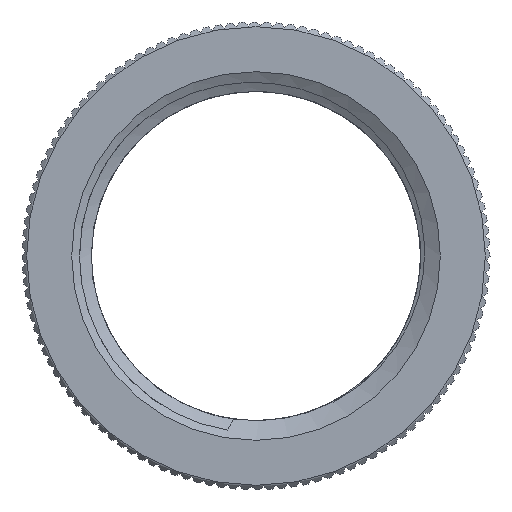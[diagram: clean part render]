
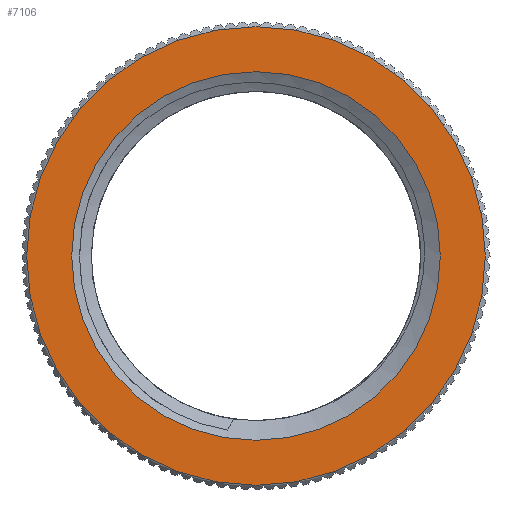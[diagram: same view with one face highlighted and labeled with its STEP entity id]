
A CAD part, left-side view. The second image highlights one B-rep face of the part: STEP entity #7106.
In plain terms, the highlighted planar face has unit normal (-1, 0, 0).
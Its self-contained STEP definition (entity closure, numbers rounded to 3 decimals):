
#872=FACE_BOUND('',#1642,.T.);
#1256=FACE_OUTER_BOUND('',#1641,.T.);
#1641=EDGE_LOOP('',(#6119));
#1642=EDGE_LOOP('',(#6120));
#1652=CIRCLE('',#7125,11.846);
#2382=CIRCLE('',#8224,14.74);
#2408=VERTEX_POINT('',#10891);
#3140=VERTEX_POINT('',#14945);
#3152=EDGE_CURVE('',#2408,#2408,#1652,.T.);
#4254=EDGE_CURVE('',#3140,#3140,#2382,.T.);
#6119=ORIENTED_EDGE('',*,*,#4254,.F.);
#6120=ORIENTED_EDGE('',*,*,#3152,.T.);
#6729=PLANE('',#8229);
#7106=ADVANCED_FACE('',(#1256,#872),#6729,.T.);
#7125=AXIS2_PLACEMENT_3D('',#10892,#8250,#8251);
#8224=AXIS2_PLACEMENT_3D('',#14946,#10808,#10809);
#8229=AXIS2_PLACEMENT_3D('',#14953,#10818,#10819);
#8250=DIRECTION('center_axis',(1.,0.,0.));
#8251=DIRECTION('ref_axis',(0.,1.,0.));
#10808=DIRECTION('center_axis',(1.,0.,0.));
#10809=DIRECTION('ref_axis',(0.,0.,-1.));
#10818=DIRECTION('center_axis',(-1.,0.,0.));
#10819=DIRECTION('ref_axis',(0.,0.,1.));
#10891=CARTESIAN_POINT('',(-10.,11.846,0.));
#10892=CARTESIAN_POINT('Origin',(-10.,0.,0.));
#14945=CARTESIAN_POINT('',(-10.,14.74,0.));
#14946=CARTESIAN_POINT('Origin',(-10.,0.,0.));
#14953=CARTESIAN_POINT('Origin',(-10.,14.74,0.));
